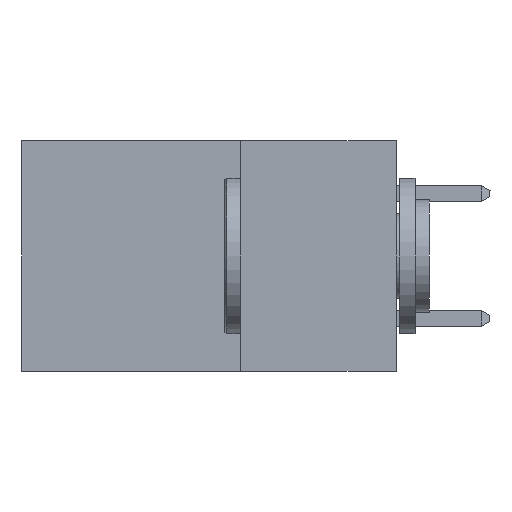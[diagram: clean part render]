
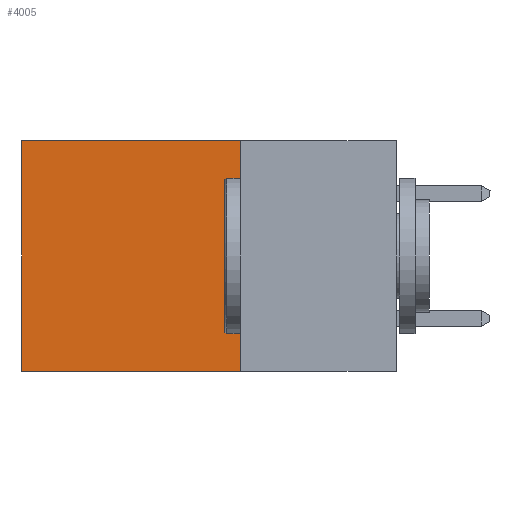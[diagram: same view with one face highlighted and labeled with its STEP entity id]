
A CAD part, left-side view. The second image highlights one B-rep face of the part: STEP entity #4005.
In plain terms, the highlighted planar face has unit normal (-1, 0, 0).
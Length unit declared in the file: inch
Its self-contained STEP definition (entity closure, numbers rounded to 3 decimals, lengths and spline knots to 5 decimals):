
#211 = PLANE ( 'NONE',  #245 ) ;
#245 = AXIS2_PLACEMENT_3D ( 'NONE', #17450, #19401, #13573 ) ;
#626 = EDGE_CURVE ( 'NONE', #11429, #24186, #14333, .T. ) ;
#1216 = LINE ( 'NONE', #1410, #18650 ) ;
#1410 = CARTESIAN_POINT ( 'NONE',  ( 0.298, 0.25, 0. ) ) ;
#3948 = VERTEX_POINT ( 'NONE', #29660 ) ;
#4005 = ADVANCED_FACE ( 'NONE', ( #14672 ), #211, .F. ) ;
#4649 = VECTOR ( 'NONE', #25849, 39.37008 ) ;
#5620 = VECTOR ( 'NONE', #6225, 39.37008 ) ;
#6225 = DIRECTION ( 'NONE',  ( 0., 0., -1. ) ) ;
#6323 = CARTESIAN_POINT ( 'NONE',  ( 0.298, 0.25, 0. ) ) ;
#7369 = CARTESIAN_POINT ( 'NONE',  ( 0.298, 0.25, 0. ) ) ;
#7983 = VECTOR ( 'NONE', #21112, 39.37008 ) ;
#8554 = DIRECTION ( 'NONE',  ( 0., 1., 0. ) ) ;
#9879 = EDGE_LOOP ( 'NONE', ( #30532, #15244, #13965, #25768 ) ) ;
#10207 = EDGE_CURVE ( 'NONE', #19968, #3948, #23847, .T. ) ;
#11024 = LINE ( 'NONE', #28215, #4649 ) ;
#11429 = VERTEX_POINT ( 'NONE', #19037 ) ;
#13573 = DIRECTION ( 'NONE',  ( 0., 0., -1. ) ) ;
#13965 = ORIENTED_EDGE ( 'NONE', *, *, #10207, .F. ) ;
#14333 = LINE ( 'NONE', #17410, #7983 ) ;
#14672 = FACE_OUTER_BOUND ( 'NONE', #9879, .T. ) ;
#15244 = ORIENTED_EDGE ( 'NONE', *, *, #16171, .F. ) ;
#16171 = EDGE_CURVE ( 'NONE', #3948, #24186, #11024, .T. ) ;
#17410 = CARTESIAN_POINT ( 'NONE',  ( 0.298, 0.6, 0. ) ) ;
#17450 = CARTESIAN_POINT ( 'NONE',  ( 0.298, 0.25, 0. ) ) ;
#18650 = VECTOR ( 'NONE', #8554, 39.37008 ) ;
#19037 = CARTESIAN_POINT ( 'NONE',  ( 0.298, 0.6, 0. ) ) ;
#19401 = DIRECTION ( 'NONE',  ( 1., 0., 0. ) ) ;
#19968 = VERTEX_POINT ( 'NONE', #7369 ) ;
#20785 = EDGE_CURVE ( 'NONE', #19968, #11429, #1216, .T. ) ;
#21112 = DIRECTION ( 'NONE',  ( 0., 0., -1. ) ) ;
#21718 = CARTESIAN_POINT ( 'NONE',  ( 0.298, 0.6, -0.37 ) ) ;
#23847 = LINE ( 'NONE', #6323, #5620 ) ;
#24186 = VERTEX_POINT ( 'NONE', #21718 ) ;
#25768 = ORIENTED_EDGE ( 'NONE', *, *, #20785, .T. ) ;
#25849 = DIRECTION ( 'NONE',  ( 0., 1., 0. ) ) ;
#28215 = CARTESIAN_POINT ( 'NONE',  ( 0.298, 0.25, -0.37 ) ) ;
#29660 = CARTESIAN_POINT ( 'NONE',  ( 0.298, 0.25, -0.37 ) ) ;
#30532 = ORIENTED_EDGE ( 'NONE', *, *, #626, .T. ) ;
